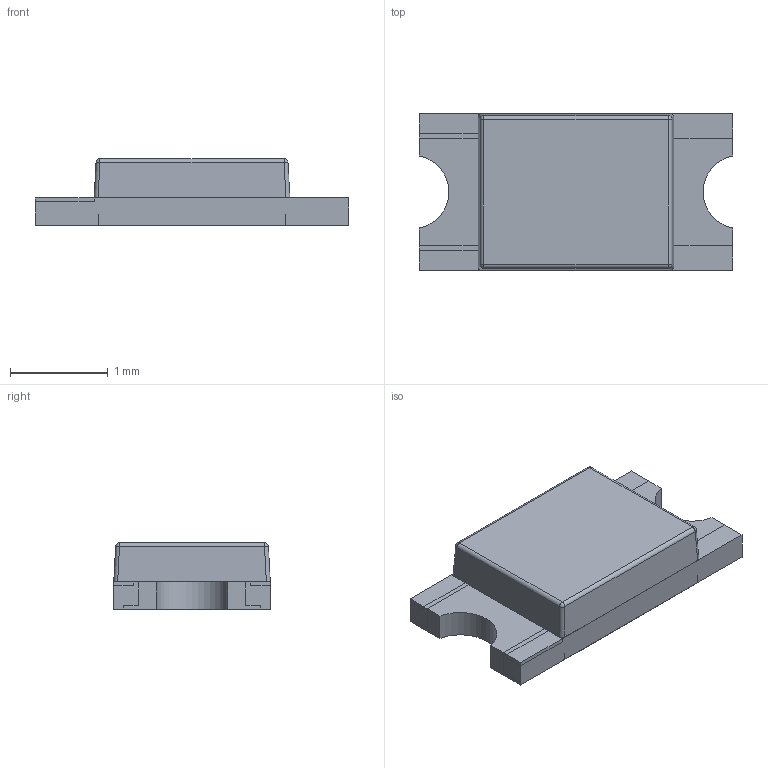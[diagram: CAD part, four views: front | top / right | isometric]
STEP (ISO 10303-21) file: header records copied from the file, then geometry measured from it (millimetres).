
FILE_DESCRIPTION( ( 'Unknown' ), '1' );
FILE_NAME( 'LedSMD_1206.stp', 'Unknown', ( 'Unknown' ), ( 'Unknown' ), 'PSStep 13.0', 'Unknown', ' ' );
FILE_SCHEMA( ( 'AUTOMOTIVE_DESIGN { 1 0 10303 214 1 1 1 1 }' ) );
Length unit declared in the file: millimetre
Products named in the file (5): Assem1; housing; marking; cover; base
Bounding box: 3.2 x 1.6 x 0.68 mm (x, y, z)
Surface area: 48.3 mm2
Topology: 10 solids, 10 shells, 154 faces, 380 edges, 240 vertices
Faces by surface type: plane 127, cylinder 19, sphere 8
Entity records: 2573 total; most frequent: CARTESIAN_POINT 346, DIRECTION 333, ORIENTED_EDGE 330, EDGE_CURVE 165, LINE 147, VECTOR 147, VERTEX_POINT 106, AXIS2_PLACEMENT_3D 93
